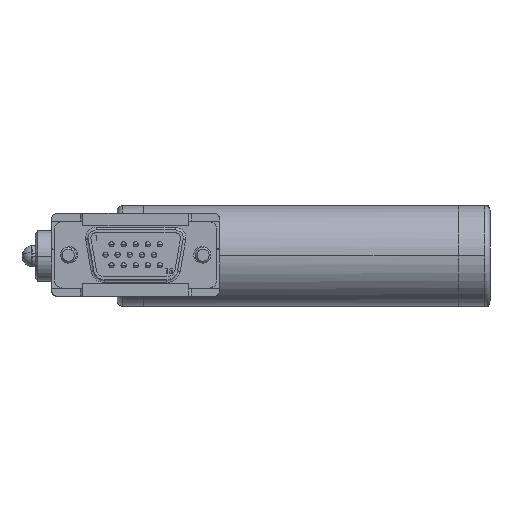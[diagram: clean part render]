
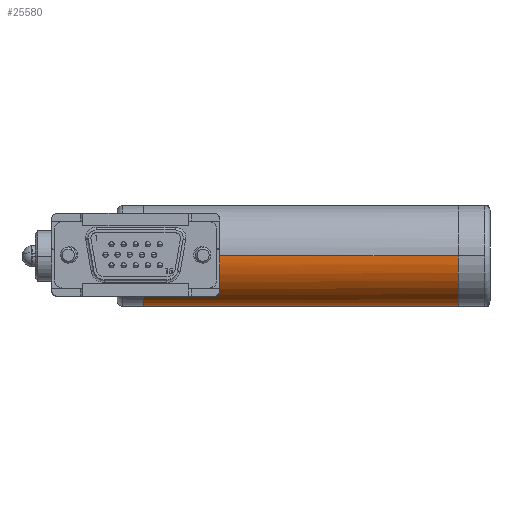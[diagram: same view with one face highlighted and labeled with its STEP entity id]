
A CAD part, top view. The second image highlights one B-rep face of the part: STEP entity #25580.
In plain terms, the highlighted cylindrical face has radius 9.5 mm (diameter 19 mm), a partial arc.
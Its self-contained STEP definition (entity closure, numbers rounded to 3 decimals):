
#6377 = VECTOR ( 'NONE', #56357, 1000. ) ;
#10478 = DIRECTION ( 'NONE',  ( 0., 0., 1. ) ) ;
#11611 = CARTESIAN_POINT ( 'NONE',  ( 0., 0., 25.5 ) ) ;
#13337 = ORIENTED_EDGE ( 'NONE', *, *, #129494, .T. ) ;
#15084 = DIRECTION ( 'NONE',  ( 1., 0., 0. ) ) ;
#21194 = FACE_OUTER_BOUND ( 'NONE', #43554, .T. ) ;
#24090 = DIRECTION ( 'NONE',  ( -1., 0., 0. ) ) ;
#25284 = CARTESIAN_POINT ( 'NONE',  ( 59., 2., 25.287 ) ) ;
#25579 = AXIS2_PLACEMENT_3D ( 'NONE', #115341, #15084, #38683 ) ;
#25580 = ADVANCED_FACE ( 'NONE', ( #21194 ), #88329, .T. ) ;
#26248 = EDGE_CURVE ( 'NONE', #59698, #38407, #58589, .T. ) ;
#29400 = ORIENTED_EDGE ( 'NONE', *, *, #91516, .F. ) ;
#33689 = LINE ( 'NONE', #88984, #57158 ) ;
#35975 = AXIS2_PLACEMENT_3D ( 'NONE', #99636, #41448, #96722 ) ;
#38407 = VERTEX_POINT ( 'NONE', #11611 ) ;
#38683 = DIRECTION ( 'NONE',  ( 0., 0., -1. ) ) ;
#41448 = DIRECTION ( 'NONE',  ( 1., 0., 0. ) ) ;
#43554 = EDGE_LOOP ( 'NONE', ( #29400, #62837, #48142, #64971, #13337, #107644 ) ) ;
#45523 = LINE ( 'NONE', #89017, #56620 ) ;
#48142 = ORIENTED_EDGE ( 'NONE', *, *, #95470, .T. ) ;
#48916 = CARTESIAN_POINT ( 'NONE',  ( 59., 0., 25.5 ) ) ;
#53008 = CARTESIAN_POINT ( 'NONE',  ( 59.5, 9.5, 16. ) ) ;
#53700 = CARTESIAN_POINT ( 'NONE',  ( 62.5, 0., 16. ) ) ;
#56357 = DIRECTION ( 'NONE',  ( 1., 0., 0. ) ) ;
#56620 = VECTOR ( 'NONE', #24090, 1000. ) ;
#57100 = VERTEX_POINT ( 'NONE', #53008 ) ;
#57158 = VECTOR ( 'NONE', #78672, 1000. ) ;
#58589 = CIRCLE ( 'NONE', #25579, 9.5 ) ;
#59318 = LINE ( 'NONE', #103495, #6377 ) ;
#59698 = VERTEX_POINT ( 'NONE', #63271 ) ;
#62837 = ORIENTED_EDGE ( 'NONE', *, *, #79237, .F. ) ;
#63022 = EDGE_CURVE ( 'NONE', #128009, #57100, #97636, .T. ) ;
#63271 = CARTESIAN_POINT ( 'NONE',  ( 0., 9.5, 16. ) ) ;
#64971 = ORIENTED_EDGE ( 'NONE', *, *, #63022, .T. ) ;
#66552 = CARTESIAN_POINT ( 'NONE',  ( 59.5, 0., 16. ) ) ;
#73679 = CIRCLE ( 'NONE', #35975, 9.5 ) ;
#78672 = DIRECTION ( 'NONE',  ( -1., 0., 0. ) ) ;
#79237 = EDGE_CURVE ( 'NONE', #137975, #133765, #73679, .T. ) ;
#88329 = CYLINDRICAL_SURFACE ( 'NONE', #91378, 9.5 ) ;
#88984 = CARTESIAN_POINT ( 'NONE',  ( 62.5, 9.5, 16. ) ) ;
#89017 = CARTESIAN_POINT ( 'NONE',  ( 62.5, 0., 25.5 ) ) ;
#91378 = AXIS2_PLACEMENT_3D ( 'NONE', #53700, #98627, #143586 ) ;
#91516 = EDGE_CURVE ( 'NONE', #133765, #38407, #45523, .T. ) ;
#95470 = EDGE_CURVE ( 'NONE', #137975, #128009, #59318, .T. ) ;
#96722 = DIRECTION ( 'NONE',  ( 0., 0., -1. ) ) ;
#97636 = CIRCLE ( 'NONE', #128283, 9.5 ) ;
#98627 = DIRECTION ( 'NONE',  ( -1., 0., 0. ) ) ;
#99636 = CARTESIAN_POINT ( 'NONE',  ( 59., 0., 16. ) ) ;
#103495 = CARTESIAN_POINT ( 'NONE',  ( 62.5, 2., 25.287 ) ) ;
#107644 = ORIENTED_EDGE ( 'NONE', *, *, #26248, .T. ) ;
#112917 = DIRECTION ( 'NONE',  ( -1., 0., 0. ) ) ;
#115341 = CARTESIAN_POINT ( 'NONE',  ( 0., 0., 16. ) ) ;
#128009 = VERTEX_POINT ( 'NONE', #134164 ) ;
#128283 = AXIS2_PLACEMENT_3D ( 'NONE', #66552, #112917, #10478 ) ;
#129494 = EDGE_CURVE ( 'NONE', #57100, #59698, #33689, .T. ) ;
#133765 = VERTEX_POINT ( 'NONE', #48916 ) ;
#134164 = CARTESIAN_POINT ( 'NONE',  ( 59.5, 2., 25.287 ) ) ;
#137975 = VERTEX_POINT ( 'NONE', #25284 ) ;
#143586 = DIRECTION ( 'NONE',  ( 0., 0., 1. ) ) ;
